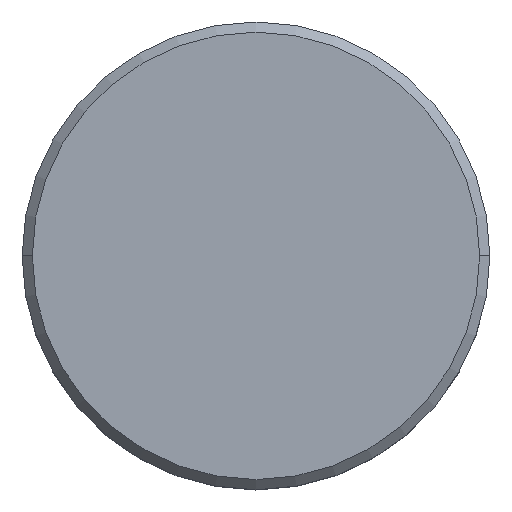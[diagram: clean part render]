
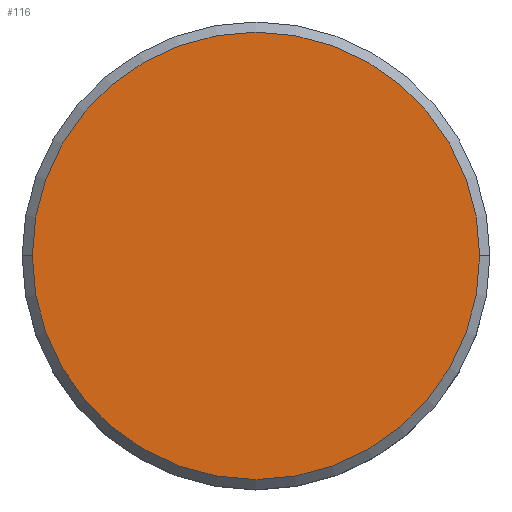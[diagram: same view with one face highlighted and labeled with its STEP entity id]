
A CAD part, top view. The second image highlights one B-rep face of the part: STEP entity #116.
In plain terms, the highlighted planar face has unit normal (0, 0, 1).
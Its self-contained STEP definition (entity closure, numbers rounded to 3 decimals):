
#12 = EDGE_CURVE ( 'NONE', #355, #372, #414, .T. ) ;
#53 = DIRECTION ( 'NONE',  ( 1., 0., 0. ) ) ;
#57 = AXIS2_PLACEMENT_3D ( 'NONE', #256, #490, #105 ) ;
#92 = CARTESIAN_POINT ( 'NONE',  ( -11., 0., 0. ) ) ;
#105 = DIRECTION ( 'NONE',  ( 1., 0., 0. ) ) ;
#109 = PLANE ( 'NONE',  #57 ) ;
#116 = ADVANCED_FACE ( 'NONE', ( #249 ), #109, .T. ) ;
#131 = AXIS2_PLACEMENT_3D ( 'NONE', #497, #351, #263 ) ;
#183 = CARTESIAN_POINT ( 'NONE',  ( 11., 0., 0. ) ) ;
#192 = CIRCLE ( 'NONE', #131, 11. ) ;
#204 = EDGE_LOOP ( 'NONE', ( #369, #391 ) ) ;
#249 = FACE_OUTER_BOUND ( 'NONE', #204, .T. ) ;
#256 = CARTESIAN_POINT ( 'NONE',  ( 0., 0., 0. ) ) ;
#263 = DIRECTION ( 'NONE',  ( 1., 0., 0. ) ) ;
#351 = DIRECTION ( 'NONE',  ( 0., 0., 1. ) ) ;
#355 = VERTEX_POINT ( 'NONE', #92 ) ;
#369 = ORIENTED_EDGE ( 'NONE', *, *, #12, .T. ) ;
#372 = VERTEX_POINT ( 'NONE', #183 ) ;
#382 = AXIS2_PLACEMENT_3D ( 'NONE', #516, #426, #53 ) ;
#391 = ORIENTED_EDGE ( 'NONE', *, *, #584, .T. ) ;
#414 = CIRCLE ( 'NONE', #382, 11. ) ;
#426 = DIRECTION ( 'NONE',  ( 0., 0., 1. ) ) ;
#490 = DIRECTION ( 'NONE',  ( 0., 0., 1. ) ) ;
#497 = CARTESIAN_POINT ( 'NONE',  ( 0., 0., 0. ) ) ;
#516 = CARTESIAN_POINT ( 'NONE',  ( 0., 0., 0. ) ) ;
#584 = EDGE_CURVE ( 'NONE', #372, #355, #192, .T. ) ;
